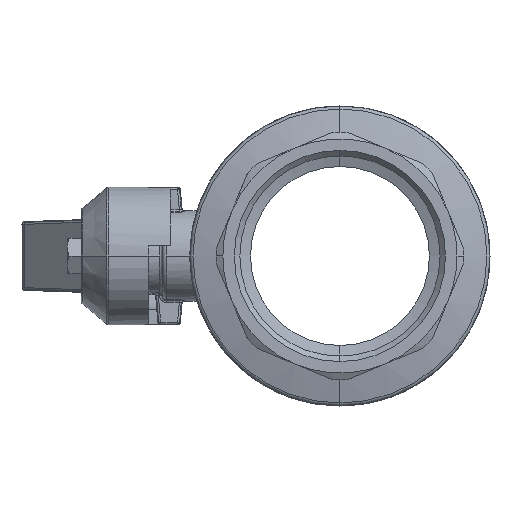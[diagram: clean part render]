
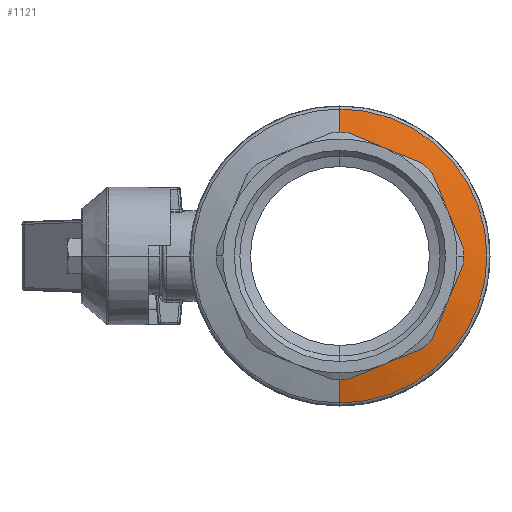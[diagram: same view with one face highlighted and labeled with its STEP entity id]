
A CAD part, left-side view. The second image highlights one B-rep face of the part: STEP entity #1121.
In plain terms, the highlighted conical face has half-angle 75.025 degrees and reference radius 44.863 mm.
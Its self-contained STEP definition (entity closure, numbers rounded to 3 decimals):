
#1121=ADVANCED_FACE('',(#3178),#3179,.T.);
#3178=FACE_OUTER_BOUND('',#6208,.T.);
#3179=CONICAL_SURFACE('',#6209,44.863,1.309);
#6208=EDGE_LOOP('',(#13918,#13919,#13920,#13921,#13922,#13923,#13924,#13925,#13926,#13927,#13928,#13929,#13930));
#6209=AXIS2_PLACEMENT_3D('',#13931,#13932,#13933);
#13918=ORIENTED_EDGE('',*,*,#22097,.F.);
#13919=ORIENTED_EDGE('',*,*,#22098,.T.);
#13920=ORIENTED_EDGE('',*,*,#22099,.T.);
#13921=ORIENTED_EDGE('',*,*,#22100,.T.);
#13922=ORIENTED_EDGE('',*,*,#22101,.T.);
#13923=ORIENTED_EDGE('',*,*,#22102,.T.);
#13924=ORIENTED_EDGE('',*,*,#22103,.T.);
#13925=ORIENTED_EDGE('',*,*,#22104,.T.);
#13926=ORIENTED_EDGE('',*,*,#22105,.T.);
#13927=ORIENTED_EDGE('',*,*,#22106,.T.);
#13928=ORIENTED_EDGE('',*,*,#22107,.T.);
#13929=ORIENTED_EDGE('',*,*,#22108,.F.);
#13930=ORIENTED_EDGE('',*,*,#22109,.T.);
#13931=CARTESIAN_POINT('',(-41.578,0.0,0.0));
#13932=DIRECTION('',(1.0,-0.0,-0.0));
#13933=DIRECTION('',(0.0,0.0,1.0));
#22097=EDGE_CURVE('',#25800,#25792,#25801,.T.);
#22098=EDGE_CURVE('',#25800,#25802,#25803,.T.);
#22099=EDGE_CURVE('',#25802,#25804,#25805,.F.);
#22100=EDGE_CURVE('',#25804,#25806,#25807,.T.);
#22101=EDGE_CURVE('',#25806,#25808,#25809,.F.);
#22102=EDGE_CURVE('',#25808,#25810,#25811,.T.);
#22103=EDGE_CURVE('',#25810,#25812,#25813,.T.);
#22104=EDGE_CURVE('',#25812,#25814,#25815,.T.);
#22105=EDGE_CURVE('',#25814,#25816,#25817,.T.);
#22106=EDGE_CURVE('',#25816,#25818,#25819,.T.);
#22107=EDGE_CURVE('',#25818,#25820,#25821,.T.);
#22108=EDGE_CURVE('',#25796,#25820,#25822,.T.);
#22109=EDGE_CURVE('',#25796,#25792,#25823,.T.);
#25792=VERTEX_POINT('',#31009);
#25796=VERTEX_POINT('',#31013);
#25800=VERTEX_POINT('',#31017);
#25801=LINE('',#31018,#31019);
#25802=VERTEX_POINT('',#31020);
#25803=CIRCLE('',#31021,45.0);
#25804=VERTEX_POINT('',#31022);
#25805=(B_SPLINE_CURVE(2,(#31024,#31025,#31026),.UNSPECIFIED.,.F.,.F.)B_SPLINE_CURVE_WITH_KNOTS((3,3),(-5.53,-2.145),.UNSPECIFIED.)RATIONAL_B_SPLINE_CURVE((1.139,1.206,1.139))BOUNDED_CURVE()REPRESENTATION_ITEM('')GEOMETRIC_REPRESENTATION_ITEM()CURVE());
#25806=VERTEX_POINT('',#31033);
#25807=CIRCLE('',#31034,45.0);
#25808=VERTEX_POINT('',#31035);
#25809=(B_SPLINE_CURVE(2,(#31037,#31038,#31039),.UNSPECIFIED.,.F.,.F.)B_SPLINE_CURVE_WITH_KNOTS((3,3),(-5.53,-2.145),.UNSPECIFIED.)RATIONAL_B_SPLINE_CURVE((1.139,1.206,1.139))BOUNDED_CURVE()REPRESENTATION_ITEM('')GEOMETRIC_REPRESENTATION_ITEM()CURVE());
#25810=VERTEX_POINT('',#31046);
#25811=CIRCLE('',#31047,45.0);
#25812=VERTEX_POINT('',#31048);
#25813=CIRCLE('',#31049,45.0);
#25814=VERTEX_POINT('',#31050);
#25815=(B_SPLINE_CURVE(2,(#31052,#31053,#31054),.UNSPECIFIED.,.F.,.F.)B_SPLINE_CURVE_WITH_KNOTS((3,3),(-5.53,-2.145),.UNSPECIFIED.)RATIONAL_B_SPLINE_CURVE((1.139,1.206,1.139))BOUNDED_CURVE()REPRESENTATION_ITEM('')GEOMETRIC_REPRESENTATION_ITEM()CURVE());
#25816=VERTEX_POINT('',#31061);
#25817=CIRCLE('',#31062,45.0);
#25818=VERTEX_POINT('',#31063);
#25819=(B_SPLINE_CURVE(2,(#31065,#31066,#31067),.UNSPECIFIED.,.F.,.F.)B_SPLINE_CURVE_WITH_KNOTS((3,3),(-5.53,-2.145),.UNSPECIFIED.)RATIONAL_B_SPLINE_CURVE((1.139,1.206,1.139))BOUNDED_CURVE()REPRESENTATION_ITEM('')GEOMETRIC_REPRESENTATION_ITEM()CURVE());
#25820=VERTEX_POINT('',#31074);
#25821=CIRCLE('',#31075,45.0);
#25822=LINE('',#31076,#31077);
#25823=CIRCLE('',#31078,53.388);
#31009=CARTESIAN_POINT('',(-39.298,0.0,53.388));
#31013=CARTESIAN_POINT('',(-39.298,0.,-53.388));
#31017=CARTESIAN_POINT('',(-41.542,0.,45.0));
#31018=CARTESIAN_POINT('',(-41.578,0.,44.863));
#31019=VECTOR('',#41682,1.0);
#31020=CARTESIAN_POINT('',(-41.542,-2.6,44.925));
#31021=AXIS2_PLACEMENT_3D('',#41683,#41684,#41685);
#31022=CARTESIAN_POINT('',(-41.542,-29.928,33.605));
#31024=CARTESIAN_POINT('',(-41.542,-29.928,33.605));
#31025=CARTESIAN_POINT('',(-42.842,-16.264,39.265));
#31026=CARTESIAN_POINT('',(-41.542,-2.6,44.925));
#31033=CARTESIAN_POINT('',(-41.542,-33.605,29.928));
#31034=AXIS2_PLACEMENT_3D('',#41686,#41687,#41688);
#31035=CARTESIAN_POINT('',(-41.542,-44.925,2.6));
#31037=CARTESIAN_POINT('',(-41.542,-44.925,2.6));
#31038=CARTESIAN_POINT('',(-42.842,-39.265,16.264));
#31039=CARTESIAN_POINT('',(-41.542,-33.605,29.928));
#31046=CARTESIAN_POINT('',(-41.542,-45.0,0.));
#31047=AXIS2_PLACEMENT_3D('',#41689,#41690,#41691);
#31048=CARTESIAN_POINT('',(-41.542,-44.925,-2.6));
#31049=AXIS2_PLACEMENT_3D('',#41692,#41693,#41694);
#31050=CARTESIAN_POINT('',(-41.542,-33.605,-29.928));
#31052=CARTESIAN_POINT('',(-41.542,-44.925,-2.6));
#31053=CARTESIAN_POINT('',(-42.842,-39.265,-16.264));
#31054=CARTESIAN_POINT('',(-41.542,-33.605,-29.928));
#31061=CARTESIAN_POINT('',(-41.542,-29.928,-33.605));
#31062=AXIS2_PLACEMENT_3D('',#41695,#41696,#41697);
#31063=CARTESIAN_POINT('',(-41.542,-2.6,-44.925));
#31065=CARTESIAN_POINT('',(-41.542,-29.928,-33.605));
#31066=CARTESIAN_POINT('',(-42.842,-16.264,-39.265));
#31067=CARTESIAN_POINT('',(-41.542,-2.6,-44.925));
#31074=CARTESIAN_POINT('',(-41.542,0.,-45.0));
#31075=AXIS2_PLACEMENT_3D('',#41698,#41699,#41700);
#31076=CARTESIAN_POINT('',(-41.578,0.,-44.863));
#31077=VECTOR('',#41701,1.0);
#31078=AXIS2_PLACEMENT_3D('',#41702,#41703,#41704);
#41682=DIRECTION('',(0.258,0.,0.966));
#41683=CARTESIAN_POINT('',(-41.542,0.0,0.0));
#41684=DIRECTION('',(1.0,0.0,0.0));
#41685=DIRECTION('',(0.0,0.0,-1.0));
#41686=CARTESIAN_POINT('',(-41.542,0.0,0.0));
#41687=DIRECTION('',(1.0,0.0,0.0));
#41688=DIRECTION('',(0.0,0.0,-1.0));
#41689=CARTESIAN_POINT('',(-41.542,0.0,0.0));
#41690=DIRECTION('',(1.0,0.0,0.0));
#41691=DIRECTION('',(0.0,0.0,-1.0));
#41692=CARTESIAN_POINT('',(-41.542,0.0,0.0));
#41693=DIRECTION('',(1.0,0.0,0.0));
#41694=DIRECTION('',(0.0,0.0,-1.0));
#41695=CARTESIAN_POINT('',(-41.542,0.0,0.0));
#41696=DIRECTION('',(1.0,0.0,0.0));
#41697=DIRECTION('',(0.0,0.0,-1.0));
#41698=CARTESIAN_POINT('',(-41.542,0.0,0.0));
#41699=DIRECTION('',(1.0,0.0,0.0));
#41700=DIRECTION('',(0.0,0.0,-1.0));
#41701=DIRECTION('',(-0.258,0.,0.966));
#41702=CARTESIAN_POINT('',(-39.298,0.0,0.0));
#41703=DIRECTION('',(-1.0,0.0,0.0));
#41704=DIRECTION('',(0.0,0.0,1.0));
